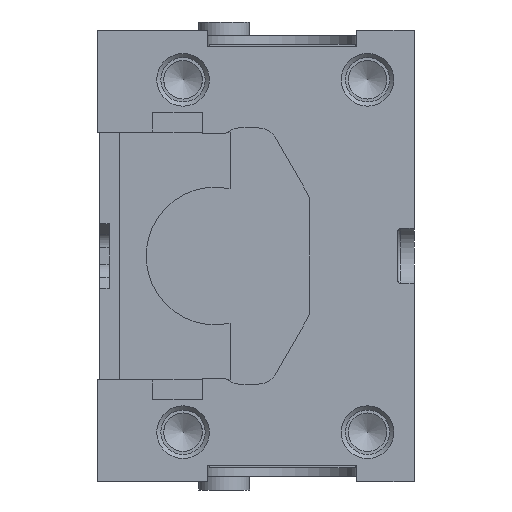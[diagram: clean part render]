
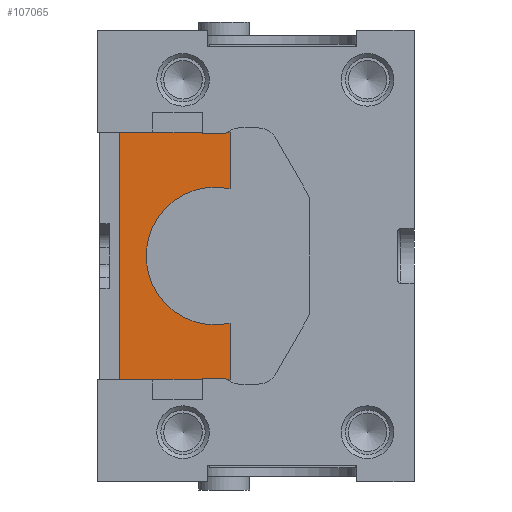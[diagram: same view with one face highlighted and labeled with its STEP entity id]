
A CAD part, left-side view. The second image highlights one B-rep face of the part: STEP entity #107065.
In plain terms, the highlighted planar face has unit normal (-1, 0, 0).
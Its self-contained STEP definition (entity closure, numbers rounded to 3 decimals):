
#350 = CARTESIAN_POINT ( 'NONE',  ( 7., 82., -44.5 ) ) ;
#1260 = AXIS2_PLACEMENT_3D ( 'NONE', #120881, #51509, #12482 ) ;
#2191 = CARTESIAN_POINT ( 'NONE',  ( 7., 111.93, 45. ) ) ;
#2913 = DIRECTION ( 'NONE',  ( 0., -1., 0. ) ) ;
#3237 = LINE ( 'NONE', #22827, #40094 ) ;
#3815 = EDGE_CURVE ( 'NONE', #14748, #54669, #74880, .T. ) ;
#10504 = VECTOR ( 'NONE', #77223, 1000. ) ;
#10958 = EDGE_LOOP ( 'NONE', ( #19489, #84034, #77400, #75265, #92427, #108628, #31561, #38542, #61822, #61032, #90970, #97765, #113906, #114649, #109474, #52978 ) ) ;
#11070 = EDGE_CURVE ( 'NONE', #112575, #53562, #109174, .T. ) ;
#12310 = EDGE_CURVE ( 'NONE', #54669, #126953, #33567, .T. ) ;
#12482 = DIRECTION ( 'NONE',  ( 0., 1., 0. ) ) ;
#13247 = CARTESIAN_POINT ( 'NONE',  ( 7., 100., 45. ) ) ;
#14748 = VERTEX_POINT ( 'NONE', #93235 ) ;
#17887 = VERTEX_POINT ( 'NONE', #120205 ) ;
#19118 = FACE_OUTER_BOUND ( 'NONE', #10958, .T. ) ;
#19220 = DIRECTION ( 'NONE',  ( 0., -0.866, -0.5 ) ) ;
#19489 = ORIENTED_EDGE ( 'NONE', *, *, #52754, .F. ) ;
#20281 = CARTESIAN_POINT ( 'NONE',  ( 7., 71.93, -45. ) ) ;
#20808 = LINE ( 'NONE', #101272, #121947 ) ;
#21724 = CARTESIAN_POINT ( 'NONE',  ( 7., 71.93, 45. ) ) ;
#22572 = VERTEX_POINT ( 'NONE', #105286 ) ;
#22827 = CARTESIAN_POINT ( 'NONE',  ( 7., 82., 52.25 ) ) ;
#24998 = EDGE_CURVE ( 'NONE', #17887, #44563, #20808, .T. ) ;
#25270 = VECTOR ( 'NONE', #19220, 1000. ) ;
#29291 = CARTESIAN_POINT ( 'NONE',  ( 7., 111.93, -45. ) ) ;
#29667 = CARTESIAN_POINT ( 'NONE',  ( 7., 72.701, -45. ) ) ;
#29911 = EDGE_CURVE ( 'NONE', #123397, #43514, #3237, .T. ) ;
#30465 = VECTOR ( 'NONE', #88780, 1000. ) ;
#30627 = LINE ( 'NONE', #52875, #50466 ) ;
#31561 = ORIENTED_EDGE ( 'NONE', *, *, #29911, .F. ) ;
#32687 = DIRECTION ( 'NONE',  ( 0., -1., 0. ) ) ;
#33567 = LINE ( 'NONE', #29291, #30465 ) ;
#33629 = DIRECTION ( 'NONE',  ( 0., -1., 0. ) ) ;
#34231 = VECTOR ( 'NONE', #71441, 1000. ) ;
#37695 = EDGE_CURVE ( 'NONE', #22572, #50179, #110211, .T. ) ;
#37730 = VERTEX_POINT ( 'NONE', #29667 ) ;
#38542 = ORIENTED_EDGE ( 'NONE', *, *, #94847, .F. ) ;
#38559 = LINE ( 'NONE', #41108, #110543 ) ;
#40094 = VECTOR ( 'NONE', #82822, 1000. ) ;
#40970 = VECTOR ( 'NONE', #61060, 1000. ) ;
#41108 = CARTESIAN_POINT ( 'NONE',  ( 7., 111.93, 45. ) ) ;
#42065 = LINE ( 'NONE', #59107, #25270 ) ;
#43234 = AXIS2_PLACEMENT_3D ( 'NONE', #61547, #52479, #110232 ) ;
#43514 = VERTEX_POINT ( 'NONE', #86888 ) ;
#43912 = EDGE_CURVE ( 'NONE', #50179, #126953, #113005, .T. ) ;
#44563 = VERTEX_POINT ( 'NONE', #67714 ) ;
#44796 = DIRECTION ( 'NONE',  ( 0., -1., 0. ) ) ;
#45460 = CARTESIAN_POINT ( 'NONE',  ( 7., 111.93, 45. ) ) ;
#46285 = EDGE_CURVE ( 'NONE', #57029, #14748, #60025, .T. ) ;
#48041 = EDGE_CURVE ( 'NONE', #17887, #112575, #38559, .T. ) ;
#48740 = VECTOR ( 'NONE', #2913, 1000. ) ;
#50179 = VERTEX_POINT ( 'NONE', #52301 ) ;
#50466 = VECTOR ( 'NONE', #101651, 1000. ) ;
#51509 = DIRECTION ( 'NONE',  ( 1., 0., 0. ) ) ;
#52301 = CARTESIAN_POINT ( 'NONE',  ( 7., 82., -44.5 ) ) ;
#52479 = DIRECTION ( 'NONE',  ( 1., 0., 0. ) ) ;
#52667 = LINE ( 'NONE', #71256, #77138 ) ;
#52754 = EDGE_CURVE ( 'NONE', #73401, #101060, #30627, .T. ) ;
#52875 = CARTESIAN_POINT ( 'NONE',  ( 7., 71.93, 45. ) ) ;
#52978 = ORIENTED_EDGE ( 'NONE', *, *, #66622, .T. ) ;
#53562 = VERTEX_POINT ( 'NONE', #118929 ) ;
#53735 = DIRECTION ( 'NONE',  ( 0., 0.866, -0.5 ) ) ;
#54616 = CARTESIAN_POINT ( 'NONE',  ( 7., 111.93, -45. ) ) ;
#54669 = VERTEX_POINT ( 'NONE', #77169 ) ;
#55506 = DIRECTION ( 'NONE',  ( 0., 0., -1. ) ) ;
#56073 = LINE ( 'NONE', #2191, #83795 ) ;
#57029 = VERTEX_POINT ( 'NONE', #45460 ) ;
#59107 = CARTESIAN_POINT ( 'NONE',  ( 7., 76.737, -42.67 ) ) ;
#60025 = LINE ( 'NONE', #99579, #119697 ) ;
#61032 = ORIENTED_EDGE ( 'NONE', *, *, #46285, .T. ) ;
#61060 = DIRECTION ( 'NONE',  ( 0., -1., 0. ) ) ;
#61547 = CARTESIAN_POINT ( 'NONE',  ( 7., 111.93, 45. ) ) ;
#61822 = ORIENTED_EDGE ( 'NONE', *, *, #68579, .F. ) ;
#65839 = VECTOR ( 'NONE', #44796, 1000. ) ;
#66622 = EDGE_CURVE ( 'NONE', #37730, #101060, #101017, .T. ) ;
#67714 = CARTESIAN_POINT ( 'NONE',  ( 7., 73.567, 44.5 ) ) ;
#68579 = EDGE_CURVE ( 'NONE', #57029, #77669, #52667, .T. ) ;
#70167 = CARTESIAN_POINT ( 'NONE',  ( 7., 82., 45. ) ) ;
#70491 = CARTESIAN_POINT ( 'NONE',  ( 7., 82., 44.5 ) ) ;
#70875 = CARTESIAN_POINT ( 'NONE',  ( 7., 82., -45. ) ) ;
#71256 = CARTESIAN_POINT ( 'NONE',  ( 7., 111.93, 45. ) ) ;
#71441 = DIRECTION ( 'NONE',  ( 0., 0., -1. ) ) ;
#73401 = VERTEX_POINT ( 'NONE', #96645 ) ;
#74880 = LINE ( 'NONE', #118846, #48740 ) ;
#75265 = ORIENTED_EDGE ( 'NONE', *, *, #48041, .F. ) ;
#76428 = EDGE_CURVE ( 'NONE', #73401, #53562, #121451, .T. ) ;
#77138 = VECTOR ( 'NONE', #32687, 1000. ) ;
#77169 = CARTESIAN_POINT ( 'NONE',  ( 7., 100., -45. ) ) ;
#77223 = DIRECTION ( 'NONE',  ( 0., 1., 0. ) ) ;
#77400 = ORIENTED_EDGE ( 'NONE', *, *, #11070, .F. ) ;
#77669 = VERTEX_POINT ( 'NONE', #13247 ) ;
#82384 = LINE ( 'NONE', #70491, #40970 ) ;
#82822 = DIRECTION ( 'NONE',  ( 0., 0., -1. ) ) ;
#83795 = VECTOR ( 'NONE', #33629, 1000. ) ;
#84034 = ORIENTED_EDGE ( 'NONE', *, *, #76428, .T. ) ;
#86888 = CARTESIAN_POINT ( 'NONE',  ( 7., 82., 44.5 ) ) ;
#87051 = CARTESIAN_POINT ( 'NONE',  ( 7., 71.93, 45. ) ) ;
#87317 = EDGE_CURVE ( 'NONE', #43514, #44563, #82384, .T. ) ;
#88780 = DIRECTION ( 'NONE',  ( 0., -1., 0. ) ) ;
#89544 = DIRECTION ( 'NONE',  ( 0., -1., 0. ) ) ;
#90970 = ORIENTED_EDGE ( 'NONE', *, *, #3815, .T. ) ;
#92427 = ORIENTED_EDGE ( 'NONE', *, *, #24998, .T. ) ;
#93235 = CARTESIAN_POINT ( 'NONE',  ( 7., 111.93, -45. ) ) ;
#94847 = EDGE_CURVE ( 'NONE', #77669, #123397, #56073, .T. ) ;
#95941 = EDGE_CURVE ( 'NONE', #22572, #37730, #42065, .T. ) ;
#96645 = CARTESIAN_POINT ( 'NONE',  ( 7., 71.93, -24.394 ) ) ;
#97765 = ORIENTED_EDGE ( 'NONE', *, *, #12310, .T. ) ;
#99579 = CARTESIAN_POINT ( 'NONE',  ( 7., 111.93, 45. ) ) ;
#101017 = LINE ( 'NONE', #54616, #65839 ) ;
#101060 = VERTEX_POINT ( 'NONE', #20281 ) ;
#101272 = CARTESIAN_POINT ( 'NONE',  ( 7., 76.737, 42.67 ) ) ;
#101651 = DIRECTION ( 'NONE',  ( 0., 0., -1. ) ) ;
#105286 = CARTESIAN_POINT ( 'NONE',  ( 7., 73.567, -44.5 ) ) ;
#107065 = ADVANCED_FACE ( 'NONE', ( #19118 ), #111937, .F. ) ;
#108628 = ORIENTED_EDGE ( 'NONE', *, *, #87317, .F. ) ;
#109174 = LINE ( 'NONE', #21724, #34231 ) ;
#109474 = ORIENTED_EDGE ( 'NONE', *, *, #95941, .T. ) ;
#110211 = LINE ( 'NONE', #350, #10504 ) ;
#110232 = DIRECTION ( 'NONE',  ( 0., 1., 0. ) ) ;
#110543 = VECTOR ( 'NONE', #89544, 1000. ) ;
#111937 = PLANE ( 'NONE',  #43234 ) ;
#112575 = VERTEX_POINT ( 'NONE', #87051 ) ;
#113005 = LINE ( 'NONE', #114496, #125290 ) ;
#113906 = ORIENTED_EDGE ( 'NONE', *, *, #43912, .F. ) ;
#114496 = CARTESIAN_POINT ( 'NONE',  ( 7., 82., -52.25 ) ) ;
#114649 = ORIENTED_EDGE ( 'NONE', *, *, #37695, .F. ) ;
#118846 = CARTESIAN_POINT ( 'NONE',  ( 7., 111.93, -45. ) ) ;
#118929 = CARTESIAN_POINT ( 'NONE',  ( 7., 71.93, 24.394 ) ) ;
#119697 = VECTOR ( 'NONE', #120610, 1000. ) ;
#120205 = CARTESIAN_POINT ( 'NONE',  ( 7., 72.701, 45. ) ) ;
#120610 = DIRECTION ( 'NONE',  ( 0., 0., -1. ) ) ;
#120881 = CARTESIAN_POINT ( 'NONE',  ( 7., 77.4, 0. ) ) ;
#121451 = CIRCLE ( 'NONE', #1260, 25. ) ;
#121947 = VECTOR ( 'NONE', #53735, 1000. ) ;
#123397 = VERTEX_POINT ( 'NONE', #70167 ) ;
#125290 = VECTOR ( 'NONE', #55506, 1000. ) ;
#126953 = VERTEX_POINT ( 'NONE', #70875 ) ;
